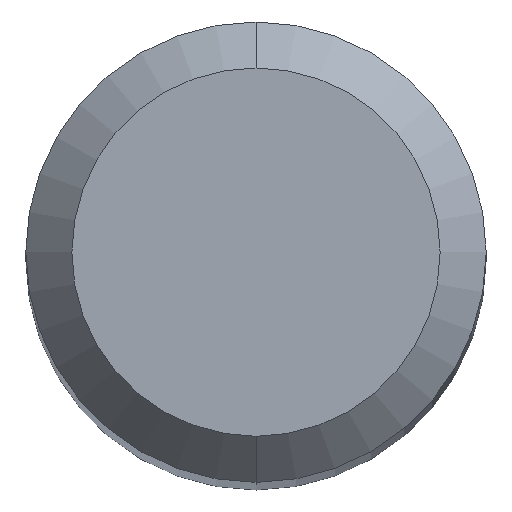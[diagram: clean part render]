
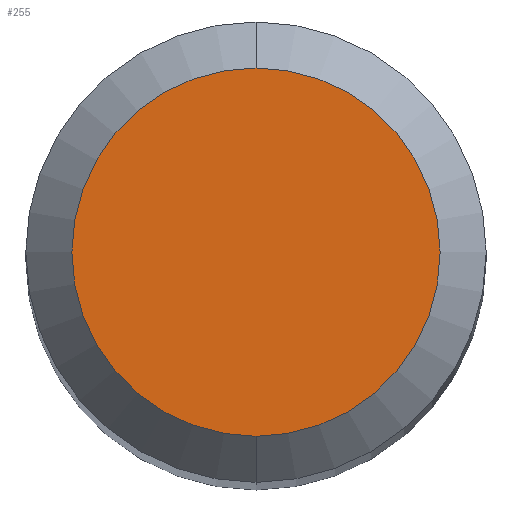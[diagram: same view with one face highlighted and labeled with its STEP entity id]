
A CAD part, top view. The second image highlights one B-rep face of the part: STEP entity #255.
In plain terms, the highlighted planar face has unit normal (0, 0, 1).
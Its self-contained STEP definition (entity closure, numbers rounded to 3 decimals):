
#239=EDGE_CURVE('',#253,#297,#548,.T.);
#253=VERTEX_POINT('',#564);
#255=ADVANCED_FACE('',(#566),#567,.T.);
#297=VERTEX_POINT('',#612);
#439=EDGE_CURVE('',#297,#253,#772,.T.);
#548=CIRCLE('',#953,1.2);
#564=CARTESIAN_POINT('',(0.,-1.2,0.0));
#566=FACE_OUTER_BOUND('',#975,.T.);
#567=PLANE('',#976);
#612=CARTESIAN_POINT('',(0.0,1.2,0.0));
#772=CIRCLE('',#1371,1.2);
#953=AXIS2_PLACEMENT_3D('',#1488,#1489,#1490);
#975=EDGE_LOOP('',(#1510,#1511));
#976=AXIS2_PLACEMENT_3D('',#1512,#1513,#1514);
#1371=AXIS2_PLACEMENT_3D('',#1769,#1770,#1771);
#1488=CARTESIAN_POINT('',(0.0,0.0,0.0));
#1489=DIRECTION('',(0.0,0.0,-1.0));
#1490=DIRECTION('',(0.0,1.0,0.0));
#1510=ORIENTED_EDGE('',*,*,#439,.F.);
#1511=ORIENTED_EDGE('',*,*,#239,.F.);
#1512=CARTESIAN_POINT('',(0.0,0.6,0.0));
#1513=DIRECTION('',(-0.0,0.0,1.0));
#1514=DIRECTION('',(0.0,-1.0,0.0));
#1769=CARTESIAN_POINT('',(0.0,0.0,0.0));
#1770=DIRECTION('',(0.0,0.0,-1.0));
#1771=DIRECTION('',(0.0,1.0,0.0));
